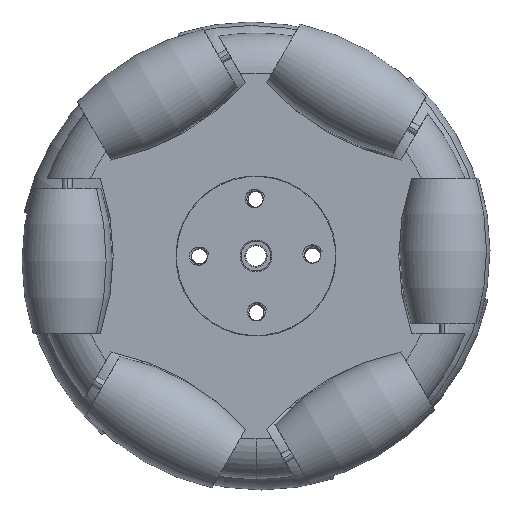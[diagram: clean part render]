
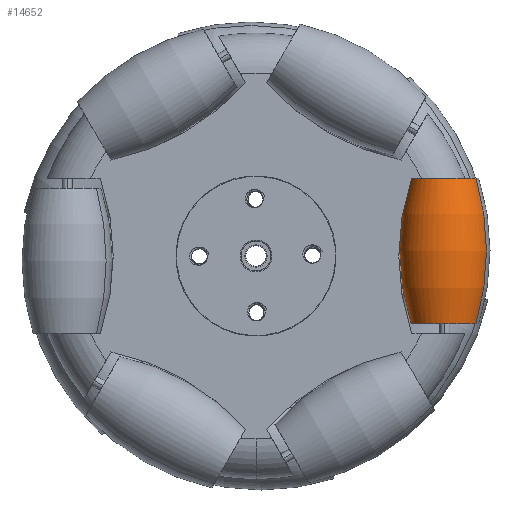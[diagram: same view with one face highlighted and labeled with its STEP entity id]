
A CAD part, left-side view. The second image highlights one B-rep face of the part: STEP entity #14652.
In plain terms, the highlighted toroidal (fillet/blend) face has major radius 39 mm and minor radius 48 mm.
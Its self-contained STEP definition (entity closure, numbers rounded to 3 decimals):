
#799 = AXIS2_PLACEMENT_3D ( 'NONE', #11378, #6191, #14573 ) ;
#1521 = ORIENTED_EDGE ( 'NONE', *, *, #5035, .F. ) ;
#1792 = VERTEX_POINT ( 'NONE', #11518 ) ;
#2823 = CARTESIAN_POINT ( 'NONE',  ( 29., 0., 6.758 ) ) ;
#3365 = DIRECTION ( 'NONE',  ( 0., 0., 1. ) ) ;
#3562 = DIRECTION ( 'NONE',  ( 0., 1., 0. ) ) ;
#3676 = AXIS2_PLACEMENT_3D ( 'NONE', #9121, #3562, #16330 ) ;
#4893 = DIRECTION ( 'NONE',  ( 0., 0., -1. ) ) ;
#4986 = CARTESIAN_POINT ( 'NONE',  ( 14.5, 0., -39. ) ) ;
#5035 = EDGE_CURVE ( 'NONE', #1792, #9728, #6616, .T. ) ;
#5193 = ORIENTED_EDGE ( 'NONE', *, *, #8405, .T. ) ;
#5460 = CARTESIAN_POINT ( 'NONE',  ( 14.5, 0., 0. ) ) ;
#6191 = DIRECTION ( 'NONE',  ( -1., 0., 0. ) ) ;
#6616 = CIRCLE ( 'NONE', #15916, 6.758 ) ;
#7152 = ORIENTED_EDGE ( 'NONE', *, *, #16306, .T. ) ;
#7194 = EDGE_LOOP ( 'NONE', ( #7152, #5193, #1521, #15187 ) ) ;
#8001 = VERTEX_POINT ( 'NONE', #2823 ) ;
#8355 = TOROIDAL_SURFACE ( 'NONE', #15917, -39., 48. ) ;
#8364 = DIRECTION ( 'NONE',  ( 0., 0., -1. ) ) ;
#8405 = EDGE_CURVE ( 'NONE', #14703, #9728, #12691, .T. ) ;
#9121 = CARTESIAN_POINT ( 'NONE',  ( 14.5, 0., 39. ) ) ;
#9728 = VERTEX_POINT ( 'NONE', #10118 ) ;
#10118 = CARTESIAN_POINT ( 'NONE',  ( 0., 0., -6.758 ) ) ;
#10278 = DIRECTION ( 'NONE',  ( -1., 0., 0. ) ) ;
#10617 = DIRECTION ( 'NONE',  ( 0., -1., 0. ) ) ;
#11104 = EDGE_CURVE ( 'NONE', #8001, #1792, #17305, .T. ) ;
#11378 = CARTESIAN_POINT ( 'NONE',  ( 29., 0., 0. ) ) ;
#11518 = CARTESIAN_POINT ( 'NONE',  ( 0., 0., 6.758 ) ) ;
#12545 = CARTESIAN_POINT ( 'NONE',  ( 29., 0., -6.758 ) ) ;
#12691 = CIRCLE ( 'NONE', #3676, 48. ) ;
#14004 = DIRECTION ( 'NONE',  ( -1., 0., 0. ) ) ;
#14573 = DIRECTION ( 'NONE',  ( 0., 0., 1. ) ) ;
#14652 = ADVANCED_FACE ( 'NONE', ( #15280 ), #8355, .T. ) ;
#14703 = VERTEX_POINT ( 'NONE', #12545 ) ;
#15027 = AXIS2_PLACEMENT_3D ( 'NONE', #4986, #10617, #4893 ) ;
#15187 = ORIENTED_EDGE ( 'NONE', *, *, #11104, .F. ) ;
#15280 = FACE_OUTER_BOUND ( 'NONE', #7194, .T. ) ;
#15916 = AXIS2_PLACEMENT_3D ( 'NONE', #17473, #10278, #3365 ) ;
#15917 = AXIS2_PLACEMENT_3D ( 'NONE', #5460, #14004, #8364 ) ;
#16306 = EDGE_CURVE ( 'NONE', #8001, #14703, #17656, .T. ) ;
#16330 = DIRECTION ( 'NONE',  ( 0., 0., 1. ) ) ;
#17305 = CIRCLE ( 'NONE', #15027, 48. ) ;
#17473 = CARTESIAN_POINT ( 'NONE',  ( 0., 0., 0. ) ) ;
#17656 = CIRCLE ( 'NONE', #799, 6.758 ) ;
